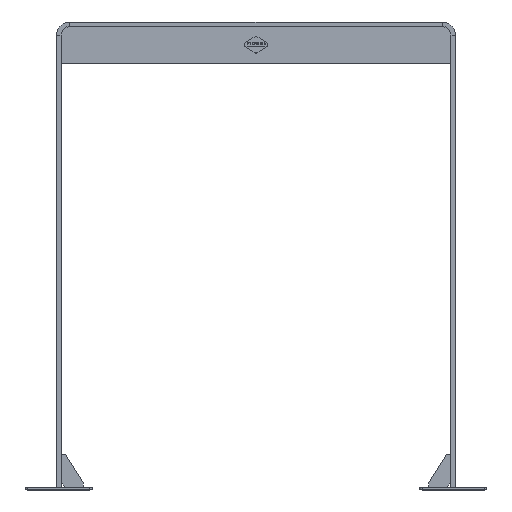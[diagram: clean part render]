
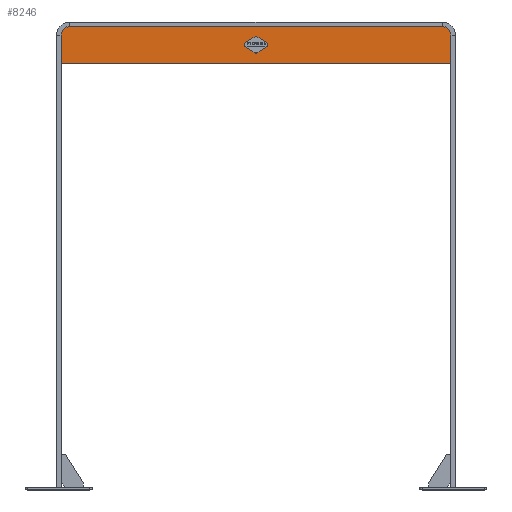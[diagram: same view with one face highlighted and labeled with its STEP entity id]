
A CAD part, top view. The second image highlights one B-rep face of the part: STEP entity #8246.
In plain terms, the highlighted planar face has unit normal (0, 0, 1).
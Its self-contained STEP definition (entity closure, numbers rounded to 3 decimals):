
#314 = CARTESIAN_POINT ( 'NONE',  ( -439.5, -41., 0. ) ) ;
#350 = EDGE_CURVE ( 'NONE', #10228, #3133, #13365, .T. ) ;
#625 = DIRECTION ( 'NONE',  ( -1., 0., 0. ) ) ;
#1112 = ORIENTED_EDGE ( 'NONE', *, *, #7278, .T. ) ;
#1145 = LINE ( 'NONE', #10947, #2404 ) ;
#1381 = CIRCLE ( 'NONE', #8603, 20. ) ;
#1678 = CARTESIAN_POINT ( 'NONE',  ( -419.5, 41., 0. ) ) ;
#1741 = LINE ( 'NONE', #1678, #10831 ) ;
#1847 = VERTEX_POINT ( 'NONE', #4401 ) ;
#2404 = VECTOR ( 'NONE', #8701, 1000. ) ;
#2659 = CARTESIAN_POINT ( 'NONE',  ( 419.5, 21., 0. ) ) ;
#3133 = VERTEX_POINT ( 'NONE', #11900 ) ;
#3921 = CARTESIAN_POINT ( 'NONE',  ( 419.5, 41., 0. ) ) ;
#3928 = DIRECTION ( 'NONE',  ( -1., 0., 0. ) ) ;
#3999 = AXIS2_PLACEMENT_3D ( 'NONE', #9678, #11997, #5349 ) ;
#4217 = PLANE ( 'NONE',  #3999 ) ;
#4253 = CARTESIAN_POINT ( 'NONE',  ( -419.5, 21., 0. ) ) ;
#4401 = CARTESIAN_POINT ( 'NONE',  ( 439.5, 21., 0. ) ) ;
#5008 = CARTESIAN_POINT ( 'NONE',  ( 439.5, -41., 0. ) ) ;
#5349 = DIRECTION ( 'NONE',  ( -1., 0., 0. ) ) ;
#5568 = AXIS2_PLACEMENT_3D ( 'NONE', #2659, #11293, #3928 ) ;
#7007 = EDGE_CURVE ( 'NONE', #10173, #1847, #10385, .T. ) ;
#7278 = EDGE_CURVE ( 'NONE', #12095, #7907, #1741, .T. ) ;
#7443 = DIRECTION ( 'NONE',  ( 0., 0., 1. ) ) ;
#7513 = DIRECTION ( 'NONE',  ( -1., 0., 0. ) ) ;
#7523 = ORIENTED_EDGE ( 'NONE', *, *, #7910, .T. ) ;
#7907 = VERTEX_POINT ( 'NONE', #9829 ) ;
#7910 = EDGE_CURVE ( 'NONE', #3133, #10173, #1145, .T. ) ;
#8152 = ORIENTED_EDGE ( 'NONE', *, *, #7007, .T. ) ;
#8246 = ADVANCED_FACE ( 'NONE', ( #13890 ), #4217, .F. ) ;
#8405 = DIRECTION ( 'NONE',  ( 0., 1., 0. ) ) ;
#8603 = AXIS2_PLACEMENT_3D ( 'NONE', #4253, #7443, #7513 ) ;
#8701 = DIRECTION ( 'NONE',  ( 1., 0., 0. ) ) ;
#9067 = ORIENTED_EDGE ( 'NONE', *, *, #350, .T. ) ;
#9184 = ORIENTED_EDGE ( 'NONE', *, *, #13678, .T. ) ;
#9321 = ORIENTED_EDGE ( 'NONE', *, *, #10450, .T. ) ;
#9678 = CARTESIAN_POINT ( 'NONE',  ( -419.5, 21., 0. ) ) ;
#9684 = EDGE_LOOP ( 'NONE', ( #9067, #7523, #8152, #9321, #1112, #9184 ) ) ;
#9829 = CARTESIAN_POINT ( 'NONE',  ( -419.5, 41., 0. ) ) ;
#10022 = CARTESIAN_POINT ( 'NONE',  ( -439.5, 21., 0. ) ) ;
#10173 = VERTEX_POINT ( 'NONE', #11571 ) ;
#10228 = VERTEX_POINT ( 'NONE', #10022 ) ;
#10385 = LINE ( 'NONE', #5008, #11288 ) ;
#10450 = EDGE_CURVE ( 'NONE', #1847, #12095, #12118, .T. ) ;
#10831 = VECTOR ( 'NONE', #625, 1000. ) ;
#10947 = CARTESIAN_POINT ( 'NONE',  ( -439.5, -41., 0. ) ) ;
#11035 = DIRECTION ( 'NONE',  ( 0., -1., 0. ) ) ;
#11288 = VECTOR ( 'NONE', #8405, 1000. ) ;
#11293 = DIRECTION ( 'NONE',  ( 0., 0., 1. ) ) ;
#11571 = CARTESIAN_POINT ( 'NONE',  ( 439.5, -41., 0. ) ) ;
#11900 = CARTESIAN_POINT ( 'NONE',  ( -439.5, -41., 0. ) ) ;
#11997 = DIRECTION ( 'NONE',  ( 0., 0., -1. ) ) ;
#12095 = VERTEX_POINT ( 'NONE', #3921 ) ;
#12118 = CIRCLE ( 'NONE', #5568, 20. ) ;
#12356 = VECTOR ( 'NONE', #11035, 1000. ) ;
#13365 = LINE ( 'NONE', #314, #12356 ) ;
#13678 = EDGE_CURVE ( 'NONE', #7907, #10228, #1381, .T. ) ;
#13890 = FACE_OUTER_BOUND ( 'NONE', #9684, .T. ) ;
